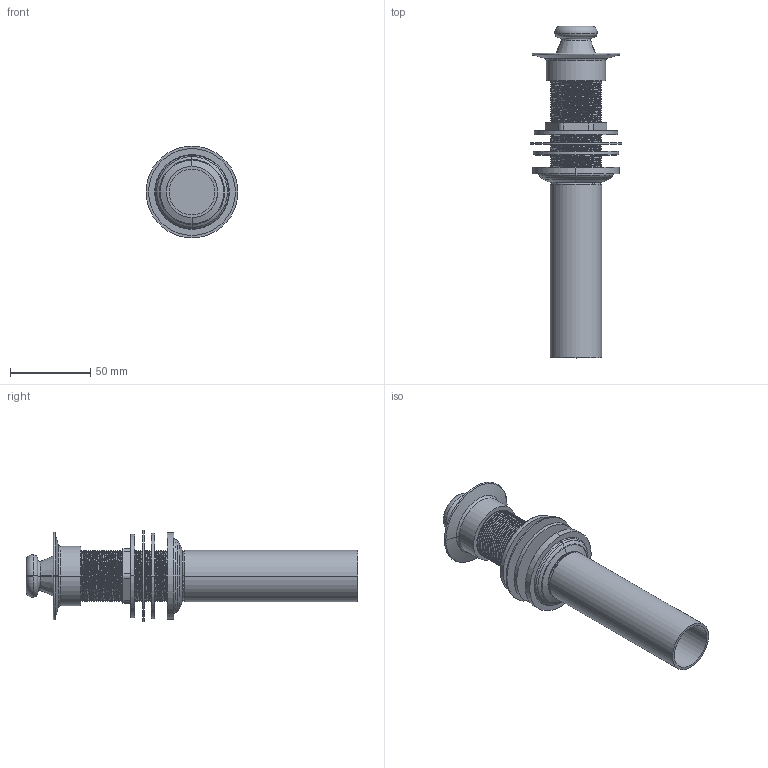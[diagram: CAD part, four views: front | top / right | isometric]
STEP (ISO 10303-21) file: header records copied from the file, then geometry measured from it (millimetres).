
FILE_DESCRIPTION((''),'2;1');
FILE_NAME('3203','2021-06-09T16:19:20',('NSantos'),(''),'CREO PARAMETRIC BY PTC INC, 2018500','CREO PARAMETRIC BY PTC INC, 2018500','');
FILE_SCHEMA(('CONFIG_CONTROL_DESIGN'));
Length unit declared in the file: inch
Products named in the file (1): 3203
Bounding box: 57.15 x 206.27 x 57.15 mm (x, y, z)
Volume: 137432.5 mm3; surface area: 95245.9 mm2
Topology: 4 solids, 15 shells, 445 faces, 1238 edges, 799 vertices
Faces by surface type: cylinder 267, bspline 59, plane 48, torus 40, cone 27, sphere 4
Entity records: 34885 total; most frequent: CARTESIAN_POINT 24999, ORIENTED_EDGE 1980, DIRECTION 1691, EDGE_CURVE 1238, VERTEX_POINT 799, AXIS2_PLACEMENT_3D 653, B_SPLINE_CURVE_WITH_KNOTS 587, EDGE_LOOP 472
